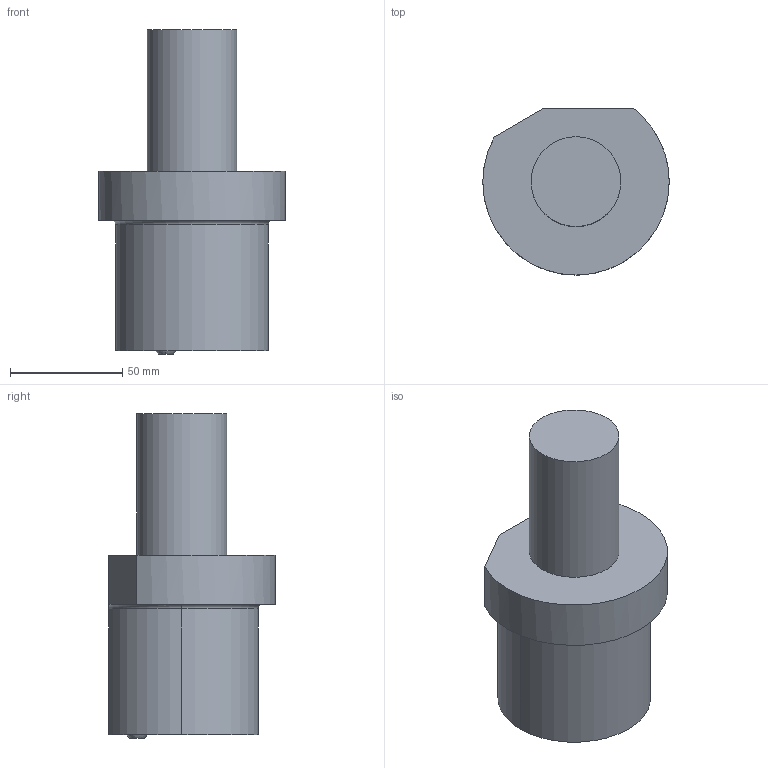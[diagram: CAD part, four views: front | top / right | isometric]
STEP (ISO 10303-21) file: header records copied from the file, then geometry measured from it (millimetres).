
FILE_DESCRIPTION(/* description */ (''),/* implementation_level */ '2;1');
FILE_NAME(/* name */ 'VDI.40-F1.MT.4.stp',/* time_stamp */ '2024-10-02T09:38:57+02:00',/* author */ (''),/* organization */ (''),/* preprocessor_version */ 'ST-DEVELOPER v16.7',/* originating_system */ 'SIEMENS PLM Software NX 12.0',/* authorisation */ '');
FILE_SCHEMA (('AUTOMOTIVE_DESIGN { 1 0 10303 214 3 1 1 1 }'));
Length unit declared in the file: millimetre
Products named in the file (1): pf66111C9EA7pvtj
Bounding box: 83 x 74 x 144.57 mm (x, y, z)
Volume: 399093.6 mm3; surface area: 35766.1 mm2
Topology: 1 solids, 1 shells, 17 faces, 42 edges, 29 vertices
Faces by surface type: plane 7, cylinder 5, torus 3, sphere 2
Full cylindrical faces by diameter (mm): 40 x1
Entity records: 643 total; most frequent: CARTESIAN_POINT 122, DIRECTION 110, ORIENTED_EDGE 92, EDGE_CURVE 46, AXIS2_PLACEMENT_3D 46, VERTEX_POINT 34, CIRCLE 25, EDGE_LOOP 20
